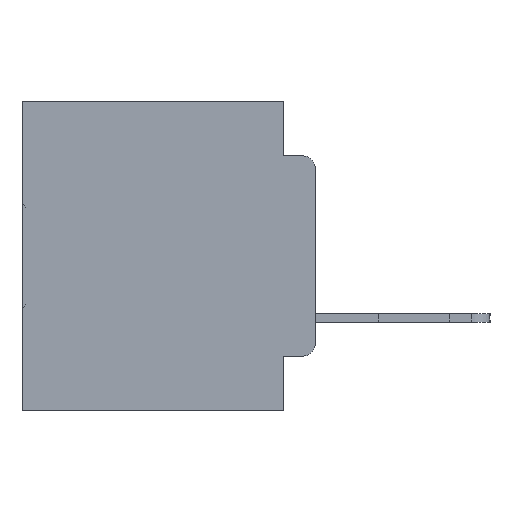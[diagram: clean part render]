
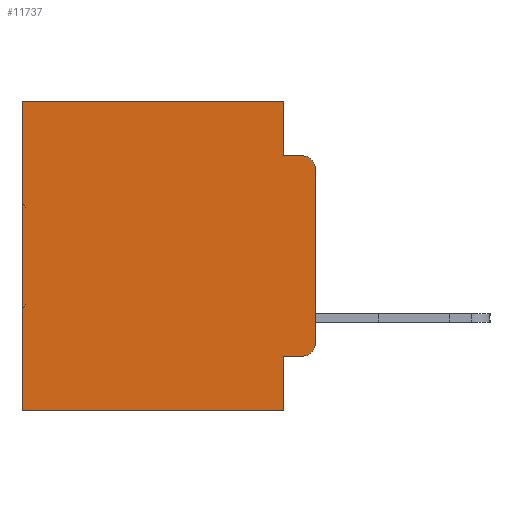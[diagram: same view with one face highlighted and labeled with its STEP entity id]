
A CAD part, left-side view. The second image highlights one B-rep face of the part: STEP entity #11737.
In plain terms, the highlighted planar face has unit normal (-1, 0, 0).
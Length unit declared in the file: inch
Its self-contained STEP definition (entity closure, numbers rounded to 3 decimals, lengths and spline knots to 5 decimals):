
#502 = CIRCLE ( 'NONE', #18896, 0.02 ) ;
#742 = VERTEX_POINT ( 'NONE', #12577 ) ;
#932 = CARTESIAN_POINT ( 'NONE',  ( 0.298, 0.02, -0.0885 ) ) ;
#1170 = ORIENTED_EDGE ( 'NONE', *, *, #2960, .T. ) ;
#1645 = CARTESIAN_POINT ( 'NONE',  ( 0.298, 0.051, -0.0885 ) ) ;
#2960 = EDGE_CURVE ( 'NONE', #14578, #32564, #9856, .T. ) ;
#4032 = ORIENTED_EDGE ( 'NONE', *, *, #9561, .T. ) ;
#4408 = ORIENTED_EDGE ( 'NONE', *, *, #32076, .T. ) ;
#4527 = CARTESIAN_POINT ( 'NONE',  ( 0.298, 0.051, -0.5 ) ) ;
#6453 = DIRECTION ( 'NONE',  ( 0., 1., 0. ) ) ;
#7223 = VECTOR ( 'NONE', #28210, 39.37008 ) ;
#7404 = CARTESIAN_POINT ( 'NONE',  ( 0.298, 0.051, 0. ) ) ;
#8019 = CARTESIAN_POINT ( 'NONE',  ( 0.298, 0.473, 0. ) ) ;
#9072 = ORIENTED_EDGE ( 'NONE', *, *, #17249, .F. ) ;
#9391 = DIRECTION ( 'NONE',  ( 0., 0., -1. ) ) ;
#9561 = EDGE_CURVE ( 'NONE', #26683, #27571, #18374, .T. ) ;
#9759 = CARTESIAN_POINT ( 'NONE',  ( 0.298, 0., 0. ) ) ;
#9856 = CIRCLE ( 'NONE', #15428, 0.02 ) ;
#10169 = CARTESIAN_POINT ( 'NONE',  ( 0.298, 0.02, -0.4115 ) ) ;
#10623 = DIRECTION ( 'NONE',  ( 0., 0., -1. ) ) ;
#11718 = ORIENTED_EDGE ( 'NONE', *, *, #19109, .F. ) ;
#11737 = ADVANCED_FACE ( 'NONE', ( #17841 ), #12527, .F. ) ;
#12331 = CARTESIAN_POINT ( 'NONE',  ( 0.298, 0.02, -0.3915 ) ) ;
#12438 = DIRECTION ( 'NONE',  ( 0., 0., -1. ) ) ;
#12527 = PLANE ( 'NONE',  #17319 ) ;
#12577 = CARTESIAN_POINT ( 'NONE',  ( 0.298, 0.473, 0. ) ) ;
#13474 = EDGE_LOOP ( 'NONE', ( #23969, #1170, #22041, #9072, #16475, #16312, #11718, #21637, #4032, #4408 ) ) ;
#13542 = DIRECTION ( 'NONE',  ( 0., -1., 0. ) ) ;
#13600 = CARTESIAN_POINT ( 'NONE',  ( 0.298, 0.051, -0.4115 ) ) ;
#14578 = VERTEX_POINT ( 'NONE', #27507 ) ;
#14607 = DIRECTION ( 'NONE',  ( 0., 1., 0. ) ) ;
#14800 = CARTESIAN_POINT ( 'NONE',  ( 0.298, 0.473, -0.5 ) ) ;
#15011 = DIRECTION ( 'NONE',  ( 0., 0., -1. ) ) ;
#15192 = DIRECTION ( 'NONE',  ( 0., 0., -1. ) ) ;
#15342 = LINE ( 'NONE', #24980, #27445 ) ;
#15428 = AXIS2_PLACEMENT_3D ( 'NONE', #29636, #16535, #31975 ) ;
#15472 = VECTOR ( 'NONE', #13542, 39.37008 ) ;
#15549 = EDGE_CURVE ( 'NONE', #19226, #32564, #16290, .T. ) ;
#16290 = LINE ( 'NONE', #28890, #15472 ) ;
#16312 = ORIENTED_EDGE ( 'NONE', *, *, #18918, .T. ) ;
#16475 = ORIENTED_EDGE ( 'NONE', *, *, #27900, .T. ) ;
#16535 = DIRECTION ( 'NONE',  ( -1., 0., 0. ) ) ;
#17249 = EDGE_CURVE ( 'NONE', #32549, #19226, #15342, .T. ) ;
#17319 = AXIS2_PLACEMENT_3D ( 'NONE', #25432, #30553, #15192 ) ;
#17399 = DIRECTION ( 'NONE',  ( 0., -1., 0. ) ) ;
#17841 = FACE_OUTER_BOUND ( 'NONE', #13474, .T. ) ;
#18360 = LINE ( 'NONE', #32289, #30450 ) ;
#18374 = LINE ( 'NONE', #30214, #31236 ) ;
#18706 = LINE ( 'NONE', #30008, #32367 ) ;
#18896 = AXIS2_PLACEMENT_3D ( 'NONE', #12331, #30377, #15011 ) ;
#18918 = EDGE_CURVE ( 'NONE', #742, #24063, #31190, .T. ) ;
#19109 = EDGE_CURVE ( 'NONE', #30924, #24063, #18706, .T. ) ;
#19226 = VERTEX_POINT ( 'NONE', #1645 ) ;
#20504 = LINE ( 'NONE', #9759, #33313 ) ;
#21637 = ORIENTED_EDGE ( 'NONE', *, *, #29339, .F. ) ;
#22041 = ORIENTED_EDGE ( 'NONE', *, *, #15549, .F. ) ;
#23042 = EDGE_CURVE ( 'NONE', #14578, #29308, #20504, .T. ) ;
#23969 = ORIENTED_EDGE ( 'NONE', *, *, #23042, .F. ) ;
#24063 = VERTEX_POINT ( 'NONE', #14800 ) ;
#24980 = CARTESIAN_POINT ( 'NONE',  ( 0.298, 0.051, 0. ) ) ;
#25432 = CARTESIAN_POINT ( 'NONE',  ( 0.298, 0., 0. ) ) ;
#26683 = VERTEX_POINT ( 'NONE', #13600 ) ;
#27445 = VECTOR ( 'NONE', #9391, 39.37008 ) ;
#27507 = CARTESIAN_POINT ( 'NONE',  ( 0.298, 0., -0.1085 ) ) ;
#27571 = VERTEX_POINT ( 'NONE', #10169 ) ;
#27900 = EDGE_CURVE ( 'NONE', #32549, #742, #18360, .T. ) ;
#28210 = DIRECTION ( 'NONE',  ( 0., 0., -1. ) ) ;
#28786 = LINE ( 'NONE', #7404, #7223 ) ;
#28890 = CARTESIAN_POINT ( 'NONE',  ( 0.298, 0.051, -0.0885 ) ) ;
#29308 = VERTEX_POINT ( 'NONE', #30621 ) ;
#29339 = EDGE_CURVE ( 'NONE', #26683, #30924, #28786, .T. ) ;
#29636 = CARTESIAN_POINT ( 'NONE',  ( 0.298, 0.02, -0.1085 ) ) ;
#29815 = CARTESIAN_POINT ( 'NONE',  ( 0.298, 0.051, 0. ) ) ;
#30008 = CARTESIAN_POINT ( 'NONE',  ( 0.298, 0., -0.5 ) ) ;
#30214 = CARTESIAN_POINT ( 'NONE',  ( 0.298, 0.051, -0.4115 ) ) ;
#30377 = DIRECTION ( 'NONE',  ( -1., 0., 0. ) ) ;
#30412 = VECTOR ( 'NONE', #10623, 39.37008 ) ;
#30450 = VECTOR ( 'NONE', #6453, 39.37008 ) ;
#30553 = DIRECTION ( 'NONE',  ( 1., 0., 0. ) ) ;
#30621 = CARTESIAN_POINT ( 'NONE',  ( 0.298, 0., -0.3915 ) ) ;
#30924 = VERTEX_POINT ( 'NONE', #4527 ) ;
#31190 = LINE ( 'NONE', #8019, #30412 ) ;
#31236 = VECTOR ( 'NONE', #17399, 39.37008 ) ;
#31975 = DIRECTION ( 'NONE',  ( 0., 0., -1. ) ) ;
#32076 = EDGE_CURVE ( 'NONE', #27571, #29308, #502, .T. ) ;
#32289 = CARTESIAN_POINT ( 'NONE',  ( 0.298, 0., 0. ) ) ;
#32367 = VECTOR ( 'NONE', #14607, 39.37008 ) ;
#32549 = VERTEX_POINT ( 'NONE', #29815 ) ;
#32564 = VERTEX_POINT ( 'NONE', #932 ) ;
#33313 = VECTOR ( 'NONE', #12438, 39.37008 ) ;
